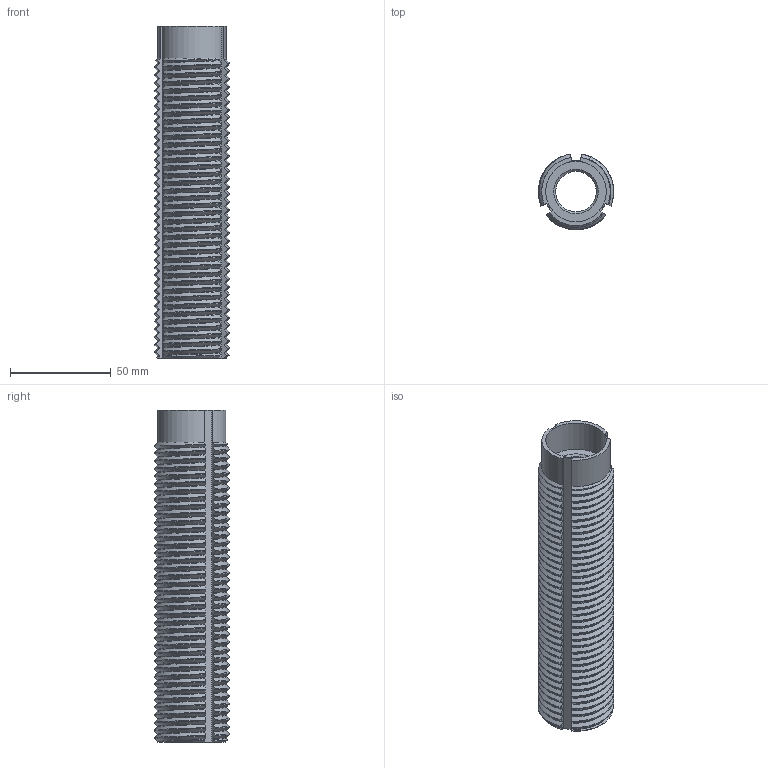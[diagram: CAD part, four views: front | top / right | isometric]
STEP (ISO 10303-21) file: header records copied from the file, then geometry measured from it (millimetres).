
FILE_DESCRIPTION(/* description */ (''),/* implementation_level */ '2;1');
FILE_NAME(/* name */ 'Galileo v4.1.step',/* time_stamp */ '2025-11-13T05:01:17+03:00',/* author */ (''),/* organization */ (''),/* preprocessor_version */ 'ST-DEVELOPER v20.1',/* originating_system */ 'Autodesk Translation Framework v14.17.0.0',/* authorisation */ '');
FILE_SCHEMA (('AUTOMOTIVE_DESIGN { 1 0 10303 214 3 1 1 }'));
Length unit declared in the file: millimetre
Products named in the file (2): (Unsaved); Optics
Assembly tree (1 placements, depth 2):
  (Unsaved)
    Optics
Bounding box: 37.51 x 37.34 x 165 mm (x, y, z)
Volume: 86121.2 mm3; surface area: 38610.1 mm2
Topology: 1 solids, 1 shells, 497 faces, 1480 edges, 986 vertices
Faces by surface type: cylinder 239, bspline 234, plane 15, cone 7, torus 2
Full cylindrical faces by diameter (mm): 20.1 x1, 23.6 x1, 30.1 x1
Entity records: 29580 total; most frequent: CARTESIAN_POINT 18703, ORIENTED_EDGE 2960, EDGE_CURVE 1480, DIRECTION 1093, VERTEX_POINT 986, B_SPLINE_CURVE_WITH_KNOTS 936, LINE 503, VECTOR 503
